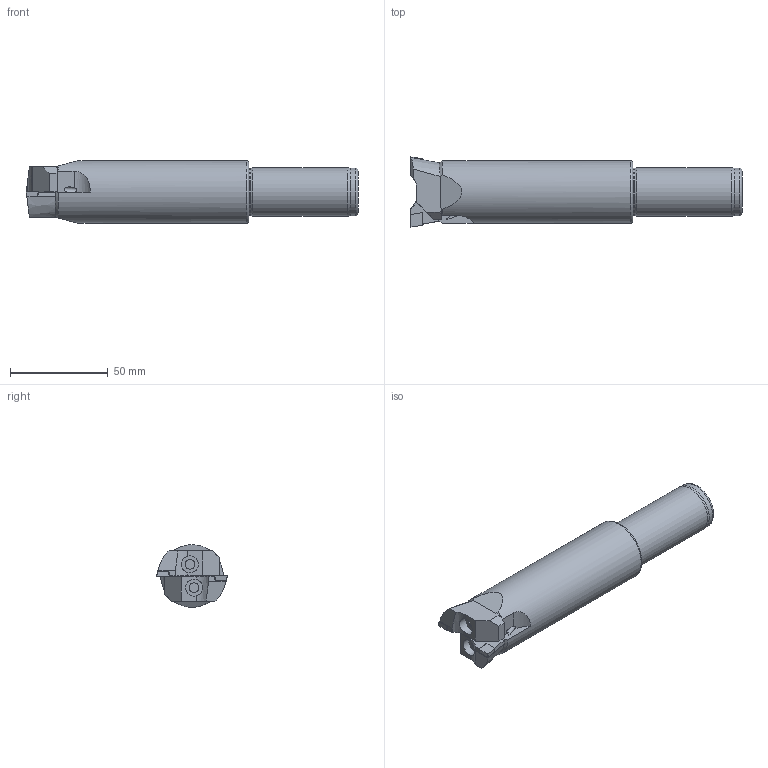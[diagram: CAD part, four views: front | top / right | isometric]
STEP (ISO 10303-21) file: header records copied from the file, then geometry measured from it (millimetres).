
FILE_DESCRIPTION(/* description */ (''),/* implementation_level */ '2;1');
FILE_NAME(/* name */ 'ABHR-D36x50-W25-L170-CC06.stp',/* time_stamp */ '2023-10-12T13:01:50+03:00',/* author */ (''),/* organization */ (''),/* preprocessor_version */ 'ST-DEVELOPER v19.4',/* originating_system */ 'SIEMENS PLM Software NX2306.3001',/* authorisation */ '');
FILE_SCHEMA (('AP203_CONFIGURATION_CONTROLLED_3D_DESIGN_OF_MECHANICAL_PARTS_AND_ASSEMBLIES_MIM_LF { 1 0 10303 403 2 1 2}'));
Length unit declared in the file: millimetre
Products named in the file (1): model1
Bounding box: 170 x 36.01 x 32 mm (x, y, z)
Volume: 112776.5 mm3; surface area: 18528.4 mm2
Topology: 3 solids, 3 shells, 93 faces, 250 edges, 164 vertices
Faces by surface type: plane 53, cone 23, cylinder 14, torus 3
Full cylindrical faces by diameter (mm): 2.9 x2, 5 x2, 8.8 x2, 24.5 x2, 25 x1, 32 x1
Entity records: 3572 total; most frequent: CARTESIAN_POINT 624, DIRECTION 448, ORIENTED_EDGE 446, EDGE_CURVE 223, AXIS2_PLACEMENT_3D 163, VERTEX_POINT 157, LINE 122, VECTOR 122
